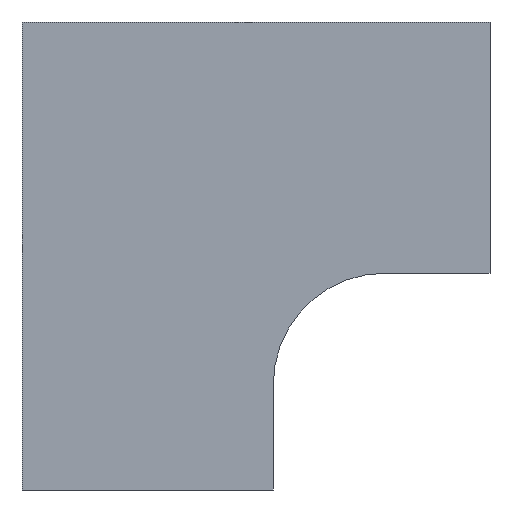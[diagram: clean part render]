
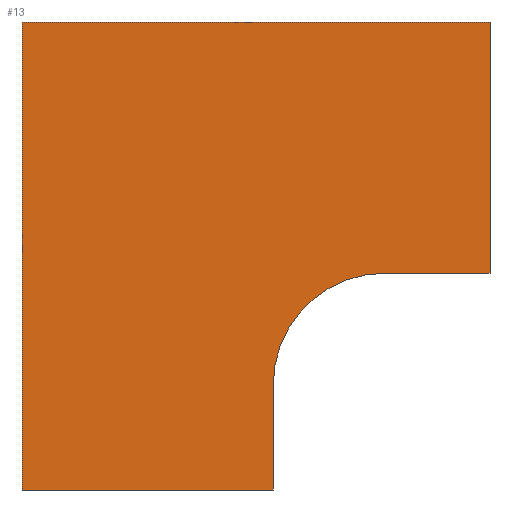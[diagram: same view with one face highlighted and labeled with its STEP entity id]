
A CAD part, front view. The second image highlights one B-rep face of the part: STEP entity #13.
In plain terms, the highlighted planar face has unit normal (0, -1, 0).
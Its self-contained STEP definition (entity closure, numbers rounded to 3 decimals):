
#13 = ADVANCED_FACE ( 'NONE', ( #452 ), #151, .F. ) ;
#15 = CARTESIAN_POINT ( 'NONE',  ( -25.15, -22., 25.15 ) ) ;
#17 = LINE ( 'NONE', #439, #121 ) ;
#20 = DIRECTION ( 'NONE',  ( 1., 0., 0. ) ) ;
#23 = CARTESIAN_POINT ( 'NONE',  ( 25.15, -22., -1.85 ) ) ;
#30 = VERTEX_POINT ( 'NONE', #23 ) ;
#31 = CARTESIAN_POINT ( 'NONE',  ( 13.85, -22., -1.85 ) ) ;
#32 = VERTEX_POINT ( 'NONE', #148 ) ;
#59 = EDGE_CURVE ( 'NONE', #69, #30, #17, .T. ) ;
#63 = ORIENTED_EDGE ( 'NONE', *, *, #59, .F. ) ;
#69 = VERTEX_POINT ( 'NONE', #236 ) ;
#71 = ORIENTED_EDGE ( 'NONE', *, *, #423, .F. ) ;
#79 = ORIENTED_EDGE ( 'NONE', *, *, #339, .F. ) ;
#82 = CARTESIAN_POINT ( 'NONE',  ( -25.15, -22., -25.15 ) ) ;
#87 = LINE ( 'NONE', #499, #355 ) ;
#95 = DIRECTION ( 'NONE',  ( 0., 0., -1. ) ) ;
#113 = EDGE_CURVE ( 'NONE', #30, #165, #312, .T. ) ;
#121 = VECTOR ( 'NONE', #189, 1000. ) ;
#130 = DIRECTION ( 'NONE',  ( 0., 0., 1. ) ) ;
#137 = EDGE_CURVE ( 'NONE', #196, #32, #87, .T. ) ;
#148 = CARTESIAN_POINT ( 'NONE',  ( -25.15, -22., 25.15 ) ) ;
#149 = VECTOR ( 'NONE', #327, 1000. ) ;
#151 = PLANE ( 'NONE',  #384 ) ;
#154 = ORIENTED_EDGE ( 'NONE', *, *, #361, .F. ) ;
#162 = AXIS2_PLACEMENT_3D ( 'NONE', #451, #495, #223 ) ;
#165 = VERTEX_POINT ( 'NONE', #300 ) ;
#189 = DIRECTION ( 'NONE',  ( 0., 0., -1. ) ) ;
#191 = CARTESIAN_POINT ( 'NONE',  ( 13.85, -22., -13.85 ) ) ;
#195 = VECTOR ( 'NONE', #516, 1000. ) ;
#196 = VERTEX_POINT ( 'NONE', #377 ) ;
#203 = CARTESIAN_POINT ( 'NONE',  ( 1.85, -22., -25.15 ) ) ;
#214 = VERTEX_POINT ( 'NONE', #334 ) ;
#217 = VERTEX_POINT ( 'NONE', #203 ) ;
#223 = DIRECTION ( 'NONE',  ( 0., 0., 1. ) ) ;
#234 = LINE ( 'NONE', #15, #536 ) ;
#236 = CARTESIAN_POINT ( 'NONE',  ( 25.15, -22., 25.15 ) ) ;
#257 = EDGE_CURVE ( 'NONE', #165, #214, #304, .T. ) ;
#273 = DIRECTION ( 'NONE',  ( 0., 1., 0. ) ) ;
#300 = CARTESIAN_POINT ( 'NONE',  ( 13.85, -22., -1.85 ) ) ;
#304 = CIRCLE ( 'NONE', #162, 12. ) ;
#312 = LINE ( 'NONE', #31, #195 ) ;
#327 = DIRECTION ( 'NONE',  ( -1., 0., 0. ) ) ;
#334 = CARTESIAN_POINT ( 'NONE',  ( 1.85, -22., -13.85 ) ) ;
#339 = EDGE_CURVE ( 'NONE', #217, #196, #476, .T. ) ;
#346 = VECTOR ( 'NONE', #95, 1000. ) ;
#349 = DIRECTION ( 'NONE',  ( 0., 0., 1. ) ) ;
#355 = VECTOR ( 'NONE', #130, 1000. ) ;
#361 = EDGE_CURVE ( 'NONE', #214, #217, #462, .T. ) ;
#377 = CARTESIAN_POINT ( 'NONE',  ( -25.15, -22., -25.15 ) ) ;
#384 = AXIS2_PLACEMENT_3D ( 'NONE', #191, #273, #349 ) ;
#423 = EDGE_CURVE ( 'NONE', #32, #69, #234, .T. ) ;
#439 = CARTESIAN_POINT ( 'NONE',  ( 25.15, -22., -1.85 ) ) ;
#451 = CARTESIAN_POINT ( 'NONE',  ( 13.85, -22., -13.85 ) ) ;
#452 = FACE_OUTER_BOUND ( 'NONE', #533, .T. ) ;
#455 = ORIENTED_EDGE ( 'NONE', *, *, #113, .F. ) ;
#462 = LINE ( 'NONE', #512, #346 ) ;
#476 = LINE ( 'NONE', #82, #149 ) ;
#495 = DIRECTION ( 'NONE',  ( 0., -1., 0. ) ) ;
#498 = ORIENTED_EDGE ( 'NONE', *, *, #137, .F. ) ;
#499 = CARTESIAN_POINT ( 'NONE',  ( -25.15, -22., 25.15 ) ) ;
#512 = CARTESIAN_POINT ( 'NONE',  ( 1.85, -22., -25.15 ) ) ;
#516 = DIRECTION ( 'NONE',  ( -1., 0., 0. ) ) ;
#525 = ORIENTED_EDGE ( 'NONE', *, *, #257, .F. ) ;
#533 = EDGE_LOOP ( 'NONE', ( #498, #79, #154, #525, #455, #63, #71 ) ) ;
#536 = VECTOR ( 'NONE', #20, 1000. ) ;
